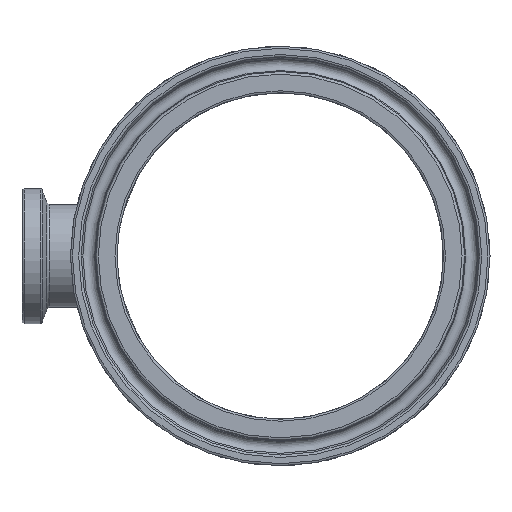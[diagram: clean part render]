
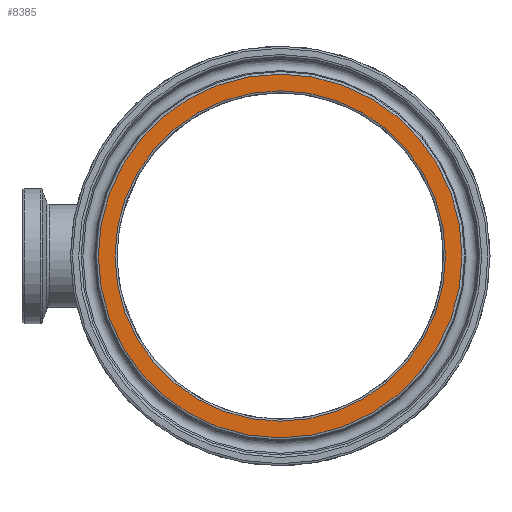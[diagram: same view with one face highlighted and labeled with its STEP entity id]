
A CAD part, left-side view. The second image highlights one B-rep face of the part: STEP entity #8385.
In plain terms, the highlighted planar face has unit normal (-1, 0, 0).
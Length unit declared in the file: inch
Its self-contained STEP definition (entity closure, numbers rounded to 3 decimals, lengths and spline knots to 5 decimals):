
#178=FACE_BOUND('',#1599,.T.);
#385=PLANE('',#8894);
#1045=FACE_OUTER_BOUND('',#1598,.T.);
#1598=EDGE_LOOP('',(#7729));
#1599=EDGE_LOOP('',(#7730));
#2919=CIRCLE('',#8893,1.2);
#2920=CIRCLE('',#8895,1.32066);
#4149=VERTEX_POINT('',#18144);
#4150=VERTEX_POINT('',#18147);
#5352=EDGE_CURVE('',#4149,#4149,#2919,.T.);
#5353=EDGE_CURVE('',#4150,#4150,#2920,.T.);
#7729=ORIENTED_EDGE('',*,*,#5353,.F.);
#7730=ORIENTED_EDGE('',*,*,#5352,.F.);
#8385=ADVANCED_FACE('',(#1045,#178),#385,.T.);
#8893=AXIS2_PLACEMENT_3D('',#18145,#10448,#10449);
#8894=AXIS2_PLACEMENT_3D('',#18146,#10450,#10451);
#8895=AXIS2_PLACEMENT_3D('',#18148,#10452,#10453);
#10448=DIRECTION('center_axis',(-1.,0.,0.));
#10449=DIRECTION('ref_axis',(0.,-1.,0.));
#10450=DIRECTION('center_axis',(-1.,0.,0.));
#10451=DIRECTION('ref_axis',(0.,0.,1.));
#10452=DIRECTION('center_axis',(1.,0.,0.));
#10453=DIRECTION('ref_axis',(0.,-1.,0.));
#18144=CARTESIAN_POINT('',(-3.625,1.2,0.));
#18145=CARTESIAN_POINT('Origin',(-3.625,0.,0.));
#18146=CARTESIAN_POINT('Origin',(-3.625,1.33466,0.));
#18147=CARTESIAN_POINT('',(-3.625,1.32066,0.));
#18148=CARTESIAN_POINT('Origin',(-3.625,0.,0.));
